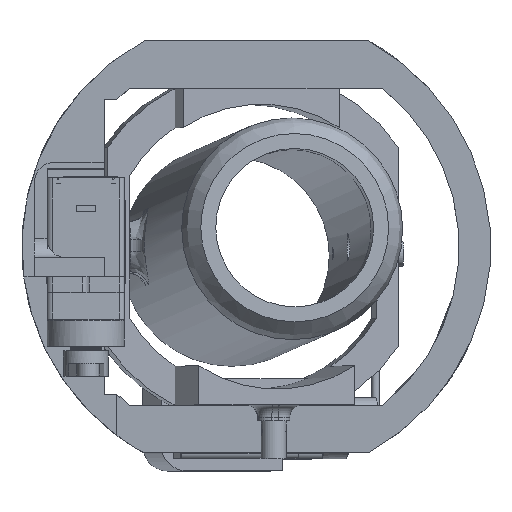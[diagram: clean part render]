
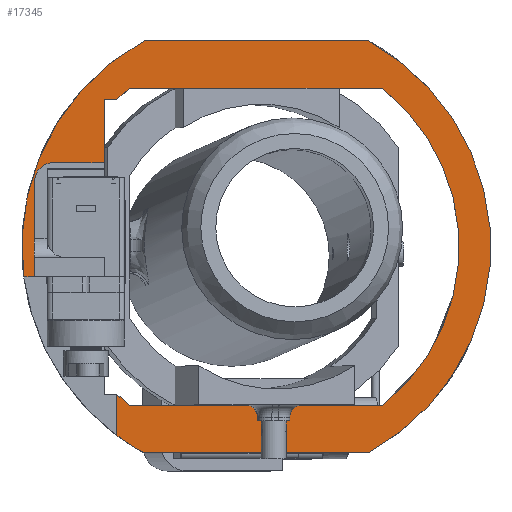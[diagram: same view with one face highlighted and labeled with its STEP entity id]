
A CAD part, top view. The second image highlights one B-rep face of the part: STEP entity #17345.
In plain terms, the highlighted face is planar.
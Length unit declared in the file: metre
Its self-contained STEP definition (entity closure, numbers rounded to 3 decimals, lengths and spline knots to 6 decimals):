
#1311=PLANE('',#19434);
#2634=LINE('',#35029,#4079);
#2641=LINE('',#35052,#4086);
#2646=LINE('',#35066,#4091);
#2650=LINE('',#35075,#4095);
#2657=LINE('',#35115,#4102);
#2662=LINE('',#35189,#4107);
#2675=LINE('',#35216,#4120);
#2676=LINE('',#35220,#4121);
#2677=LINE('',#35222,#4122);
#2678=LINE('',#35223,#4123);
#4079=VECTOR('',#23153,1.);
#4086=VECTOR('',#23174,1.);
#4091=VECTOR('',#23183,1.);
#4095=VECTOR('',#23189,1.);
#4102=VECTOR('',#23214,1.);
#4107=VECTOR('',#23247,1.);
#4120=VECTOR('',#23272,1.);
#4121=VECTOR('',#23277,1.);
#4122=VECTOR('',#23278,1.);
#4123=VECTOR('',#23279,1.);
#8882=ORIENTED_EDGE('',*,*,#11704,.F.);
#8883=ORIENTED_EDGE('',*,*,#11705,.T.);
#8884=ORIENTED_EDGE('',*,*,#11659,.F.);
#8885=ORIENTED_EDGE('',*,*,#11669,.T.);
#8886=ORIENTED_EDGE('',*,*,#11664,.F.);
#8887=ORIENTED_EDGE('',*,*,#11688,.F.);
#8888=ORIENTED_EDGE('',*,*,#11671,.F.);
#8889=ORIENTED_EDGE('',*,*,#11655,.F.);
#8890=ORIENTED_EDGE('',*,*,#11679,.T.);
#8891=ORIENTED_EDGE('',*,*,#11645,.T.);
#8892=ORIENTED_EDGE('',*,*,#11684,.T.);
#8893=ORIENTED_EDGE('',*,*,#11651,.F.);
#8894=ORIENTED_EDGE('',*,*,#11677,.F.);
#8895=ORIENTED_EDGE('',*,*,#11702,.T.);
#8896=ORIENTED_EDGE('',*,*,#11706,.F.);
#8897=ORIENTED_EDGE('',*,*,#11643,.T.);
#8898=ORIENTED_EDGE('',*,*,#11634,.F.);
#11634=EDGE_CURVE('',#13691,#13692,#2634,.T.);
#11643=EDGE_CURVE('',#13699,#13692,#14328,.F.);
#11645=EDGE_CURVE('',#13701,#13702,#2641,.T.);
#11651=EDGE_CURVE('',#13707,#13708,#2646,.T.);
#11655=EDGE_CURVE('',#13711,#13712,#2650,.T.);
#11659=EDGE_CURVE('',#13715,#13716,#14331,.T.);
#11664=EDGE_CURVE('',#13720,#13721,#14333,.T.);
#11669=EDGE_CURVE('',#13715,#13721,#2657,.T.);
#11671=EDGE_CURVE('',#13712,#13725,#14336,.T.);
#11677=EDGE_CURVE('',#13730,#13707,#14338,.F.);
#11679=EDGE_CURVE('',#13711,#13701,#14340,.T.);
#11684=EDGE_CURVE('',#13702,#13708,#14342,.T.);
#11688=EDGE_CURVE('',#13725,#13720,#2662,.T.);
#11702=EDGE_CURVE('',#13730,#13743,#2675,.T.);
#11704=EDGE_CURVE('',#13745,#13691,#2676,.T.);
#11705=EDGE_CURVE('',#13745,#13716,#2677,.T.);
#11706=EDGE_CURVE('',#13699,#13743,#2678,.T.);
#13691=VERTEX_POINT('',#35028);
#13692=VERTEX_POINT('',#35030);
#13699=VERTEX_POINT('',#35046);
#13701=VERTEX_POINT('',#35053);
#13702=VERTEX_POINT('',#35054);
#13707=VERTEX_POINT('',#35065);
#13708=VERTEX_POINT('',#35067);
#13711=VERTEX_POINT('',#35074);
#13712=VERTEX_POINT('',#35076);
#13715=VERTEX_POINT('',#35083);
#13716=VERTEX_POINT('',#35085);
#13720=VERTEX_POINT('',#35104);
#13721=VERTEX_POINT('',#35106);
#13725=VERTEX_POINT('',#35119);
#13730=VERTEX_POINT('',#35151);
#13743=VERTEX_POINT('',#35215);
#13745=VERTEX_POINT('',#35221);
#14328=CIRCLE('',#19398,0.003);
#14331=CIRCLE('',#19405,0.032);
#14333=CIRCLE('',#19408,0.032);
#14336=CIRCLE('',#19414,0.032);
#14338=CIRCLE('',#19417,0.037);
#14340=CIRCLE('',#19419,0.037);
#14342=CIRCLE('',#19422,0.037);
#15287=EDGE_LOOP('',(#8882,#8883,#8884,#8885,#8886,#8887,#8888,#8889,#8890,
#8891,#8892,#8893,#8894,#8895,#8896,#8897,#8898));
#16304=FACE_BOUND('',#15287,.T.);
#17345=ADVANCED_FACE('',(#16304),#1311,.T.);
#19398=AXIS2_PLACEMENT_3D('',#35048,#23168,#23169);
#19405=AXIS2_PLACEMENT_3D('',#35084,#23195,#23196);
#19408=AXIS2_PLACEMENT_3D('',#35105,#23203,#23204);
#19414=AXIS2_PLACEMENT_3D('',#35118,#23218,#23219);
#19417=AXIS2_PLACEMENT_3D('',#35150,#23226,#23227);
#19419=AXIS2_PLACEMENT_3D('',#35153,#23230,#23231);
#19422=AXIS2_PLACEMENT_3D('',#35182,#23237,#23238);
#19434=AXIS2_PLACEMENT_3D('',#35219,#23275,#23276);
#23153=DIRECTION('',(0.,-1.,0.));
#23168=DIRECTION('',(0.,0.,-1.));
#23169=DIRECTION('',(-1.,0.,0.));
#23174=DIRECTION('',(0.,1.,0.));
#23183=DIRECTION('',(0.,1.,0.));
#23189=DIRECTION('',(1.,0.,0.));
#23195=DIRECTION('',(0.,0.,-1.));
#23196=DIRECTION('',(-1.,0.,0.));
#23203=DIRECTION('',(0.,0.,-1.));
#23204=DIRECTION('',(-1.,0.,0.));
#23214=DIRECTION('',(0.,1.,0.));
#23218=DIRECTION('',(0.,0.,-1.));
#23219=DIRECTION('',(-1.,0.,0.));
#23226=DIRECTION('',(0.,0.,-1.));
#23227=DIRECTION('',(-1.,0.,0.));
#23230=DIRECTION('',(0.,0.,-1.));
#23231=DIRECTION('',(-1.,0.,0.));
#23237=DIRECTION('',(0.,0.,-1.));
#23238=DIRECTION('',(-1.,0.,0.));
#23247=DIRECTION('',(0.,1.,0.));
#23272=DIRECTION('',(0.,1.,0.));
#23275=DIRECTION('',(0.,0.,-1.));
#23276=DIRECTION('',(1.,0.,0.));
#23277=DIRECTION('',(-1.,0.,0.));
#23278=DIRECTION('',(0.,1.,0.));
#23279=DIRECTION('',(-1.,0.,0.));
#35028=CARTESIAN_POINT('',(0.013251,-0.024,0.0002));
#35029=CARTESIAN_POINT('',(0.013251,-0.02825,0.0002));
#35030=CARTESIAN_POINT('',(0.013251,-0.032,0.0002));
#35046=CARTESIAN_POINT('',(0.010251,-0.035,0.0002));
#35048=CARTESIAN_POINT('',(0.010251,-0.032,0.0002));
#35052=CARTESIAN_POINT('',(-0.0325,0.,0.0002));
#35053=CARTESIAN_POINT('',(-0.0325,-0.017685,0.0002));
#35054=CARTESIAN_POINT('',(-0.0325,0.017685,0.0002));
#35065=CARTESIAN_POINT('',(0.0325,-0.017685,0.0002));
#35066=CARTESIAN_POINT('',(0.0325,0.,0.0002));
#35067=CARTESIAN_POINT('',(0.0325,0.017685,0.0002));
#35074=CARTESIAN_POINT('',(-0.029749,-0.022,0.0002));
#35075=CARTESIAN_POINT('',(0.,-0.022,0.0002));
#35076=CARTESIAN_POINT('',(-0.023238,-0.022,0.0002));
#35083=CARTESIAN_POINT('',(0.025,-0.019975,0.0002));
#35084=CARTESIAN_POINT('',(0.,0.,0.0002));
#35085=CARTESIAN_POINT('',(0.023238,-0.022,0.0002));
#35104=CARTESIAN_POINT('',(-0.025,0.019975,0.0002));
#35105=CARTESIAN_POINT('',(0.,0.,0.0002));
#35106=CARTESIAN_POINT('',(0.025,0.019975,0.0002));
#35115=CARTESIAN_POINT('',(0.025,0.,0.0002));
#35118=CARTESIAN_POINT('',(0.,0.,0.0002));
#35119=CARTESIAN_POINT('',(-0.025,-0.019975,0.0002));
#35150=CARTESIAN_POINT('',(0.,0.,0.0002));
#35151=CARTESIAN_POINT('',(-0.004749,-0.036694,0.0002));
#35153=CARTESIAN_POINT('',(0.,0.,0.0002));
#35182=CARTESIAN_POINT('',(0.,0.,0.0002));
#35189=CARTESIAN_POINT('',(-0.025,0.,0.0002));
#35215=CARTESIAN_POINT('',(-0.004749,-0.035,0.0002));
#35216=CARTESIAN_POINT('',(-0.004749,-0.02825,0.0002));
#35219=CARTESIAN_POINT('',(0.,-0.0295,0.0002));
#35220=CARTESIAN_POINT('',(0.,-0.024,0.0002));
#35221=CARTESIAN_POINT('',(0.023238,-0.024,0.0002));
#35222=CARTESIAN_POINT('',(0.023238,-0.0295,0.0002));
#35223=CARTESIAN_POINT('',(0.003751,-0.035,0.0002));
